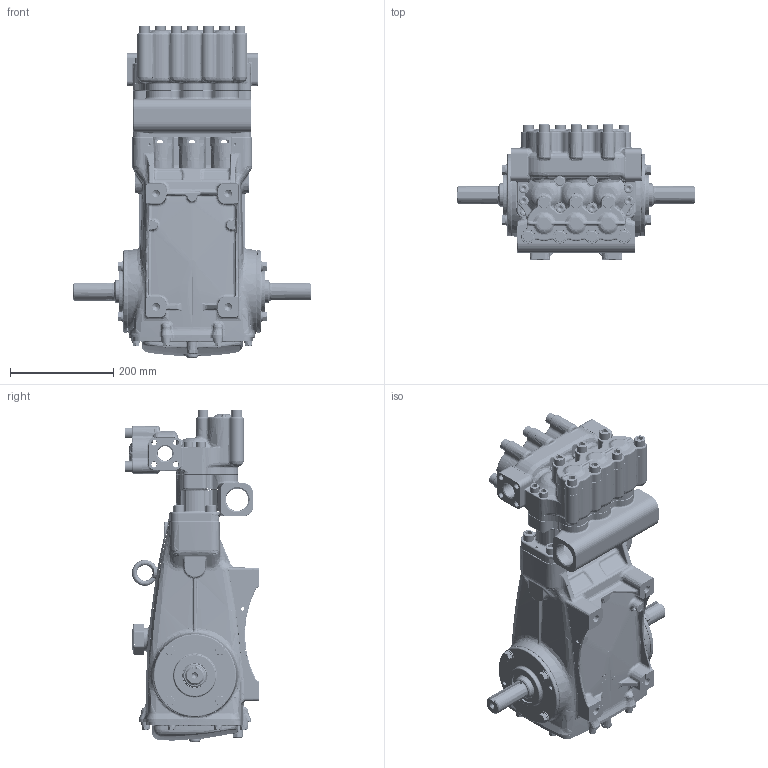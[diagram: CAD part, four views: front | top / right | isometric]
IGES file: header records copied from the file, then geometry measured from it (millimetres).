
Start section: SolidWorks IGES file using analytic representation for surfaces
Global section: file name: 3621X.IGS; native system: SolidWorks 2025; preprocessor: SolidWorks 2025; author: SAL; date: 250908.124353; units: inch
Bounding box: 460 x 261 x 644 mm (x, y, z)
Surface area: 1804104.9 mm2 (no closed solid volume)
Topology: 0 solids, 0 shells, 7860 faces, 90425 edges, 90054 vertices
Faces by surface type: bspline 4867, revolution 2993
